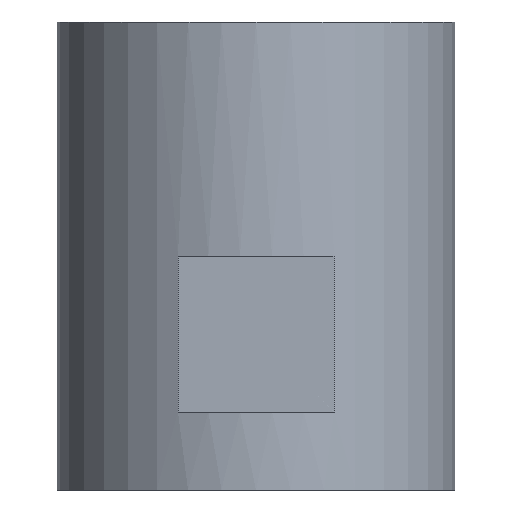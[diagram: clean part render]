
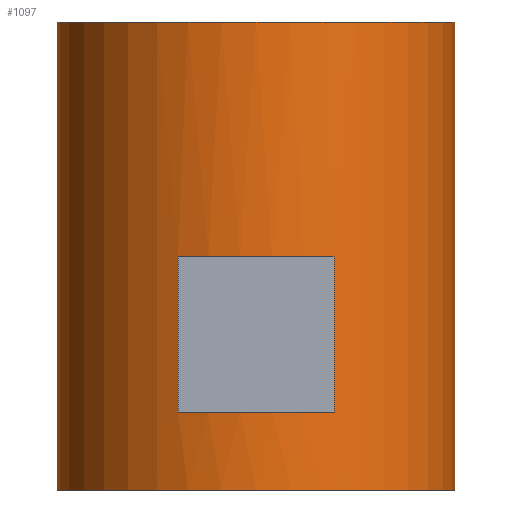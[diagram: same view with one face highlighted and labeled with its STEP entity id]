
A CAD part, front view. The second image highlights one B-rep face of the part: STEP entity #1097.
In plain terms, the highlighted cylindrical face has radius 25.5 mm (diameter 51 mm), a partial arc.
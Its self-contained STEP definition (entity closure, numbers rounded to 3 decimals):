
#12 = EDGE_CURVE ( 'NONE', #150, #185, #910, .T. ) ;
#18 = CIRCLE ( 'NONE', #922, 25.5 ) ;
#38 = EDGE_CURVE ( 'NONE', #1305, #236, #1197, .T. ) ;
#94 = DIRECTION ( 'NONE',  ( 0., 0., 1. ) ) ;
#118 = VERTEX_POINT ( 'NONE', #476 ) ;
#123 = ORIENTED_EDGE ( 'NONE', *, *, #12, .T. ) ;
#134 = CYLINDRICAL_SURFACE ( 'NONE', #1601, 25.5 ) ;
#137 = ORIENTED_EDGE ( 'NONE', *, *, #986, .F. ) ;
#150 = VERTEX_POINT ( 'NONE', #364 ) ;
#151 = DIRECTION ( 'NONE',  ( 0., 0., -1. ) ) ;
#165 = CARTESIAN_POINT ( 'NONE',  ( 25.5, 0., 30. ) ) ;
#181 = CARTESIAN_POINT ( 'NONE',  ( -25.5, 0., 30. ) ) ;
#185 = VERTEX_POINT ( 'NONE', #1354 ) ;
#214 = EDGE_CURVE ( 'NONE', #185, #262, #18, .T. ) ;
#236 = VERTEX_POINT ( 'NONE', #1073 ) ;
#240 = VECTOR ( 'NONE', #1318, 1000. ) ;
#259 = EDGE_CURVE ( 'NONE', #236, #591, #1192, .T. ) ;
#262 = VERTEX_POINT ( 'NONE', #464 ) ;
#292 = VERTEX_POINT ( 'NONE', #394 ) ;
#357 = DIRECTION ( 'NONE',  ( -1., 0., 0. ) ) ;
#364 = CARTESIAN_POINT ( 'NONE',  ( -10., -23.457, -20. ) ) ;
#394 = CARTESIAN_POINT ( 'NONE',  ( 25.5, 0., 30. ) ) ;
#395 = DIRECTION ( 'NONE',  ( 0., 0., -1. ) ) ;
#464 = CARTESIAN_POINT ( 'NONE',  ( 10., -23.457, 0. ) ) ;
#476 = CARTESIAN_POINT ( 'NONE',  ( 10., -23.457, -20. ) ) ;
#500 = FACE_BOUND ( 'NONE', #1253, .T. ) ;
#507 = CARTESIAN_POINT ( 'NONE',  ( 0., 0., 0. ) ) ;
#508 = CARTESIAN_POINT ( 'NONE',  ( 0., 0., -20. ) ) ;
#530 = LINE ( 'NONE', #1162, #687 ) ;
#585 = CIRCLE ( 'NONE', #740, 25.5 ) ;
#588 = AXIS2_PLACEMENT_3D ( 'NONE', #967, #1467, #724 ) ;
#591 = VERTEX_POINT ( 'NONE', #1476 ) ;
#603 = FACE_OUTER_BOUND ( 'NONE', #605, .T. ) ;
#605 = EDGE_LOOP ( 'NONE', ( #1310, #811, #1421, #1311 ) ) ;
#615 = AXIS2_PLACEMENT_3D ( 'NONE', #508, #1137, #1252 ) ;
#680 = DIRECTION ( 'NONE',  ( 0., 0., -1. ) ) ;
#687 = VECTOR ( 'NONE', #395, 1000. ) ;
#724 = DIRECTION ( 'NONE',  ( 1., 0., 0. ) ) ;
#740 = AXIS2_PLACEMENT_3D ( 'NONE', #1184, #94, #946 ) ;
#801 = CARTESIAN_POINT ( 'NONE',  ( -25.5, 0., 30. ) ) ;
#811 = ORIENTED_EDGE ( 'NONE', *, *, #1216, .F. ) ;
#910 = LINE ( 'NONE', #1294, #240 ) ;
#922 = AXIS2_PLACEMENT_3D ( 'NONE', #507, #985, #1112 ) ;
#946 = DIRECTION ( 'NONE',  ( 1., 0., 0. ) ) ;
#967 = CARTESIAN_POINT ( 'NONE',  ( 0., 0., -30. ) ) ;
#976 = DIRECTION ( 'NONE',  ( 0., 0., -1. ) ) ;
#985 = DIRECTION ( 'NONE',  ( 0., 0., 1. ) ) ;
#986 = EDGE_CURVE ( 'NONE', #150, #118, #1031, .T. ) ;
#1031 = CIRCLE ( 'NONE', #615, 25.5 ) ;
#1073 = CARTESIAN_POINT ( 'NONE',  ( -25.5, 0., -30. ) ) ;
#1097 = ADVANCED_FACE ( 'NONE', ( #603, #500 ), #134, .T. ) ;
#1112 = DIRECTION ( 'NONE',  ( 1., 0., 0. ) ) ;
#1122 = VECTOR ( 'NONE', #151, 1000. ) ;
#1137 = DIRECTION ( 'NONE',  ( 0., 0., 1. ) ) ;
#1152 = LINE ( 'NONE', #165, #1122 ) ;
#1162 = CARTESIAN_POINT ( 'NONE',  ( 10., -23.457, 30. ) ) ;
#1170 = EDGE_CURVE ( 'NONE', #262, #118, #530, .T. ) ;
#1173 = ORIENTED_EDGE ( 'NONE', *, *, #1170, .T. ) ;
#1184 = CARTESIAN_POINT ( 'NONE',  ( 0., 0., 30. ) ) ;
#1192 = CIRCLE ( 'NONE', #588, 25.5 ) ;
#1197 = LINE ( 'NONE', #181, #1365 ) ;
#1216 = EDGE_CURVE ( 'NONE', #1305, #292, #585, .T. ) ;
#1252 = DIRECTION ( 'NONE',  ( 1., 0., 0. ) ) ;
#1253 = EDGE_LOOP ( 'NONE', ( #137, #123, #1275, #1173 ) ) ;
#1275 = ORIENTED_EDGE ( 'NONE', *, *, #214, .T. ) ;
#1294 = CARTESIAN_POINT ( 'NONE',  ( -10., -23.457, 30. ) ) ;
#1305 = VERTEX_POINT ( 'NONE', #801 ) ;
#1310 = ORIENTED_EDGE ( 'NONE', *, *, #1486, .F. ) ;
#1311 = ORIENTED_EDGE ( 'NONE', *, *, #259, .T. ) ;
#1318 = DIRECTION ( 'NONE',  ( 0., 0., 1. ) ) ;
#1354 = CARTESIAN_POINT ( 'NONE',  ( -10., -23.457, 0. ) ) ;
#1365 = VECTOR ( 'NONE', #680, 1000. ) ;
#1421 = ORIENTED_EDGE ( 'NONE', *, *, #38, .T. ) ;
#1467 = DIRECTION ( 'NONE',  ( 0., 0., 1. ) ) ;
#1476 = CARTESIAN_POINT ( 'NONE',  ( 25.5, 0., -30. ) ) ;
#1486 = EDGE_CURVE ( 'NONE', #292, #591, #1152, .T. ) ;
#1494 = CARTESIAN_POINT ( 'NONE',  ( 0., 0., 30. ) ) ;
#1601 = AXIS2_PLACEMENT_3D ( 'NONE', #1494, #976, #357 ) ;
